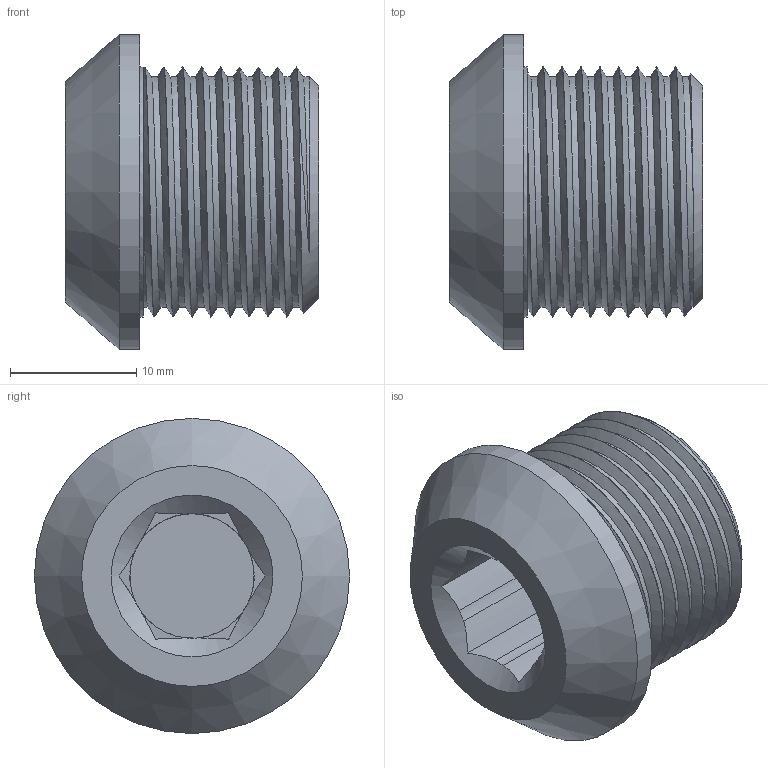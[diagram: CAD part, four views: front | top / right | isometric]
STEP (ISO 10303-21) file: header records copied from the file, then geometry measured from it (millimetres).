
FILE_DESCRIPTION(/* description */ ('VSS-Innensechskant M 20x1,5'),/* implementation_level */ '2;1');
FILE_NAME(/* name */ 'CQA1200YXN-RST.stp',/* time_stamp */ '2021-03-30T08:45:11+02:00',/* author */ ('sl'),/* organization */ (''),/* preprocessor_version */ 'ST-DEVELOPER v16.5',/* originating_system */ 'Autodesk Inventor 2017',/* authorisation */ '');
FILE_SCHEMA (('AUTOMOTIVE_DESIGN { 1 0 10303 214 3 1 1 }'));
Length unit declared in the file: millimetre
Products named in the file (1): CQA1200YXN
Bounding box: 20.03 x 24.95 x 24.95 mm (x, y, z)
Volume: 5417.5 mm3; surface area: 2756.2 mm2
Topology: 1 solids, 1 shells, 40 faces, 106 edges, 70 vertices
Faces by surface type: cylinder 24, plane 11, cone 3, bspline 2
Full cylindrical faces by diameter (mm): 9.85 x1, 19.81 x8, 24.95 x1
Entity records: 2628 total; most frequent: CARTESIAN_POINT 1873, DIRECTION 150, ORIENTED_EDGE 146, EDGE_CURVE 73, AXIS2_PLACEMENT_3D 66, VERTEX_POINT 51, EDGE_LOOP 40, CIRCLE 35
